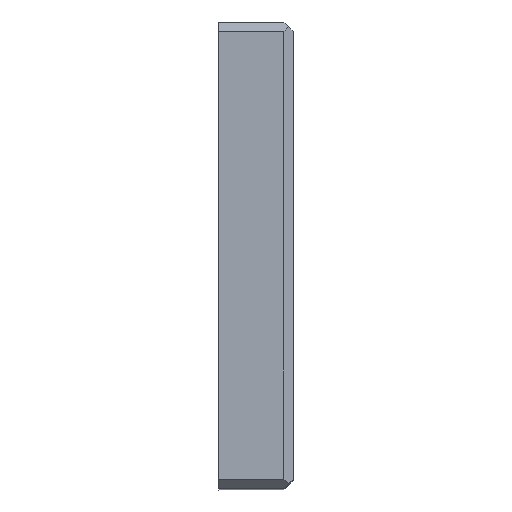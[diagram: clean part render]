
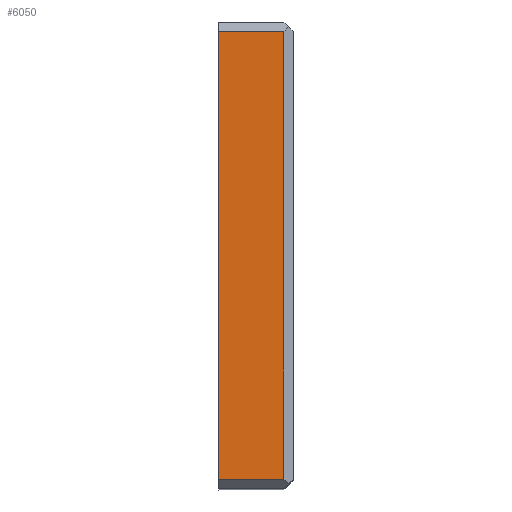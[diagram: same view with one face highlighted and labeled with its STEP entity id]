
A CAD part, top view. The second image highlights one B-rep face of the part: STEP entity #6050.
In plain terms, the highlighted planar face has unit normal (0, 0, 1).
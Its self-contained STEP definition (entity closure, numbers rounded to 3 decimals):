
#5660=CARTESIAN_POINT('',(20.1,-6.,
102.607));
#5670=DIRECTION('',(0.,0.,1.));
#5680=DIRECTION('',(0.,1.,0.));
#5690=AXIS2_PLACEMENT_3D('',#5660,#5670,#5680);
#5700=PLANE('',#5690);
#5710=CARTESIAN_POINT('',(22.1,-6.,
102.607));
#5720=DIRECTION('',(0.,1.,0.));
#5730=VECTOR('',#5720,1.);
#5740=LINE('',#5710,#5730);
#5750=CARTESIAN_POINT('',(22.1,20.,
102.607));
#5760=VERTEX_POINT('',#5750);
#5770=CARTESIAN_POINT('',(22.1,68.,
102.607));
#5780=VERTEX_POINT('',#5770);
#5790=EDGE_CURVE('',#5760,#5780,#5740,.T.);
#5800=ORIENTED_EDGE('',*,*,#5790,.F.);
#5810=CARTESIAN_POINT('',(25.6,68.,
102.607));
#5820=DIRECTION('',(1.,0.,0.));
#5830=VECTOR('',#5820,1.);
#5840=LINE('',#5810,#5830);
#5850=CARTESIAN_POINT('',(29.1,68.,
102.607));
#5860=VERTEX_POINT('',#5850);
#5870=EDGE_CURVE('',#5780,#5860,#5840,.T.);
#5880=ORIENTED_EDGE('',*,*,#5870,.F.);
#5890=CARTESIAN_POINT('',(29.1,56.5,
102.607));
#5900=DIRECTION('',(0.,-1.,0.));
#5910=VECTOR('',#5900,1.);
#5920=LINE('',#5890,#5910);
#5930=CARTESIAN_POINT('',(29.1,20.,
102.607));
#5940=VERTEX_POINT('',#5930);
#5950=EDGE_CURVE('',#5860,#5940,#5920,.T.);
#5960=ORIENTED_EDGE('',*,*,#5950,.F.);
#5970=CARTESIAN_POINT('',(25.6,20.,
102.607));
#5980=DIRECTION('',(1.,0.,0.));
#5990=VECTOR('',#5980,1.);
#6000=LINE('',#5970,#5990);
#6010=EDGE_CURVE('',#5760,#5940,#6000,.T.);
#6020=ORIENTED_EDGE('',*,*,#6010,.T.);
#6030=EDGE_LOOP('',(#6020,#5960,#5880,#5800));
#6040=FACE_OUTER_BOUND('',#6030,.T.);
#6050=ADVANCED_FACE('',(#6040),#5700,.T.);
